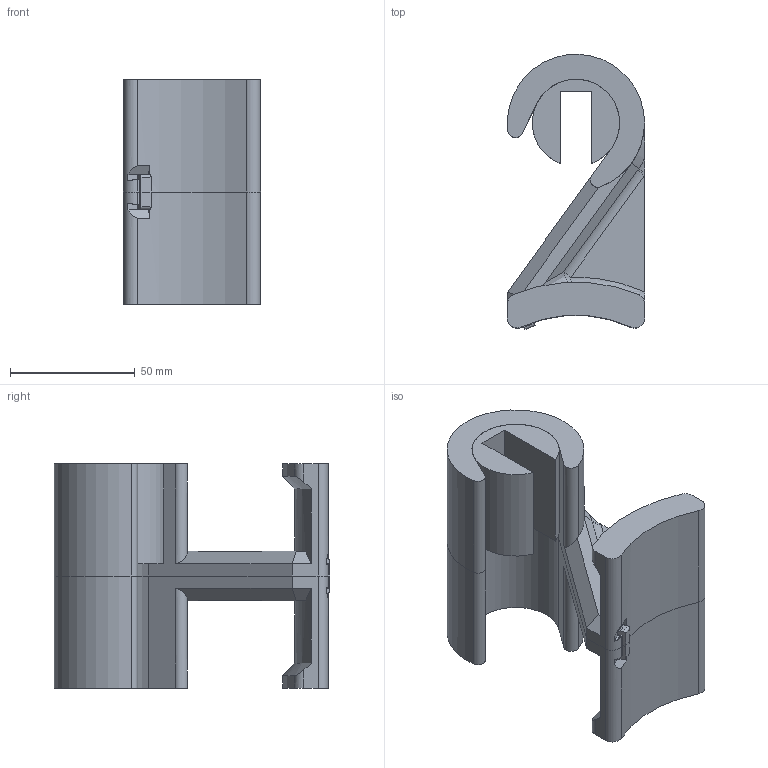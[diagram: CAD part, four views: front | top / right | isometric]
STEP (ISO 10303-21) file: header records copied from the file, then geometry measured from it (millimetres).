
FILE_DESCRIPTION(/* description */ (''),/* implementation_level */ '2;1');
FILE_NAME(/* name */ 'Backpack Closet Hook v3.step',/* time_stamp */ '2025-06-29T01:16:20-07:00',/* author */ (''),/* organization */ (''),/* preprocessor_version */ 'ST-DEVELOPER v20.1',/* originating_system */ 'Autodesk Translation Framework v14.10.0.0',/* authorisation */ '');
FILE_SCHEMA (('AUTOMOTIVE_DESIGN { 1 0 10303 214 3 1 1 }'));
Length unit declared in the file: millimetre
Products named in the file (2): Backpack Closet Hook; Component2
Assembly tree (1 placements, depth 2):
  Backpack Closet Hook
    Component2
Bounding box: 55 x 110.41 x 90 mm (x, y, z)
Volume: 186604.3 mm3; surface area: 54374.8 mm2
Topology: 5 solids, 5 shells, 116 faces, 296 edges, 188 vertices
Faces by surface type: plane 47, cylinder 37, cone 16, torus 12, sphere 2, bspline 2
Entity records: 3705 total; most frequent: CARTESIAN_POINT 805, DIRECTION 628, ORIENTED_EDGE 592, EDGE_CURVE 296, AXIS2_PLACEMENT_3D 247, VERTEX_POINT 188, LINE 134, VECTOR 134
